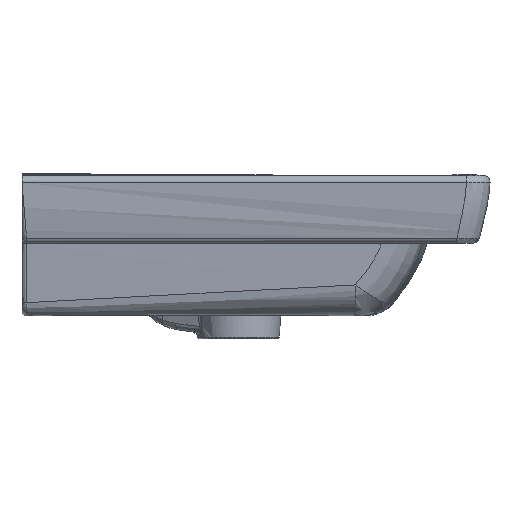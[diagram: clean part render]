
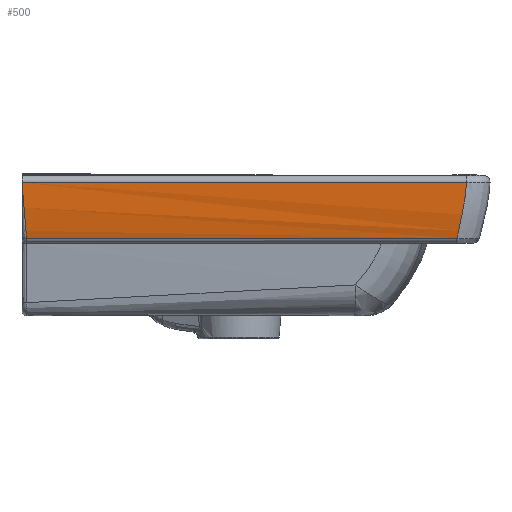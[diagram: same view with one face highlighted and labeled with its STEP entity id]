
A CAD part, left-side view. The second image highlights one B-rep face of the part: STEP entity #500.
In plain terms, the highlighted free-form (B-spline) face has degree [4, 1] with [11, 2] control points.
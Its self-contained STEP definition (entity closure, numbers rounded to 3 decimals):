
#142=(
BOUNDED_CURVE()
B_SPLINE_CURVE(3,(#5992,#5993,#5994,#5995,#5996,#5997),.UNSPECIFIED.,.F.,
 .F.)
B_SPLINE_CURVE_WITH_KNOTS((4,2,4),(0.,0.084,1.),
 .UNSPECIFIED.)
CURVE()
GEOMETRIC_REPRESENTATION_ITEM()
RATIONAL_B_SPLINE_CURVE((1.,1.,1.,
1.,1.,1.))
REPRESENTATION_ITEM('')
);
#143=(
BOUNDED_CURVE()
B_SPLINE_CURVE(3,(#5999,#6000,#6001,#6002,#6003,#6004,#6005,#6006,#6007,
#6008,#6009,#6010,#6011,#6012,#6013,#6014,#6015,#6016,#6017,#6018,#6019,
#6020,#6021,#6022),.UNSPECIFIED.,.F.,.F.)
B_SPLINE_CURVE_WITH_KNOTS((4,2,2,2,2,2,2,2,2,2,2,4),(0.,0.072,
0.145,0.289,0.434,0.443,
0.452,0.47,0.506,0.579,
0.868,1.),.UNSPECIFIED.)
CURVE()
GEOMETRIC_REPRESENTATION_ITEM()
RATIONAL_B_SPLINE_CURVE((1.,1.,1.,
1.,1.,1.,1.,
1.,1.,1.,1.,1.,
1.,1.,1.,1.,
1.,1.,1.,1.,1.,
1.,1.,1.))
REPRESENTATION_ITEM('')
);
#273=(
BOUNDED_SURFACE()
B_SPLINE_SURFACE(4,1,((#6023,#6024),(#6025,#6026),(#6027,#6028),(#6029,
#6030),(#6031,#6032),(#6033,#6034),(#6035,#6036),(#6037,#6038),(#6039,#6040),
(#6041,#6042),(#6043,#6044)),.UNSPECIFIED.,.F.,.F.,.F.)
B_SPLINE_SURFACE_WITH_KNOTS((5,4,2,5),(2,2),(0.,0.146,0.574,
1.),(0.,1.),.UNSPECIFIED.)
GEOMETRIC_REPRESENTATION_ITEM()
RATIONAL_B_SPLINE_SURFACE(((1.,1.),(1.,
1.),(1.,1.),(1.,1.),(1.,1.),
(1.,1.),(1.,1.),(1.,1.),(1.,1.),(1.,1.),(1.,1.)))
REPRESENTATION_ITEM('')
SURFACE()
);
#500=ADVANCED_FACE('',(#830),#273,.F.);
#830=FACE_OUTER_BOUND('',#1092,.T.);
#1092=EDGE_LOOP('',(#1537,#1538,#1539,#1540,#1541,#1542));
#1537=ORIENTED_EDGE('',*,*,#3135,.F.);
#1538=ORIENTED_EDGE('',*,*,#3136,.F.);
#1539=ORIENTED_EDGE('',*,*,#3091,.F.);
#1540=ORIENTED_EDGE('',*,*,#3090,.T.);
#1541=ORIENTED_EDGE('',*,*,#3089,.T.);
#1542=ORIENTED_EDGE('',*,*,#3134,.F.);
#2668=VERTEX_POINT('',#5280);
#2689=VERTEX_POINT('',#5455);
#2690=VERTEX_POINT('',#5481);
#2691=VERTEX_POINT('',#5538);
#2719=VERTEX_POINT('',#5988);
#2720=VERTEX_POINT('',#5998);
#3089=EDGE_CURVE('',#2690,#2689,#3695,.T.);
#3090=EDGE_CURVE('',#2668,#2690,#3696,.T.);
#3091=EDGE_CURVE('',#2668,#2691,#3697,.T.);
#3134=EDGE_CURVE('',#2719,#2689,#3724,.T.);
#3135=EDGE_CURVE('',#2720,#2719,#142,.T.);
#3136=EDGE_CURVE('',#2691,#2720,#143,.T.);
#3695=B_SPLINE_CURVE_WITH_KNOTS('',3,(#5477,#5478,#5479,#5480),
 .UNSPECIFIED.,.F.,.F.,(4,4),(0.,1.),.UNSPECIFIED.);
#3696=B_SPLINE_CURVE_WITH_KNOTS('',3,(#5482,#5483,#5484,#5485,#5486,#5487),
 .UNSPECIFIED.,.F.,.F.,(4,2,4),(0.,0.5,1.),.UNSPECIFIED.);
#3697=B_SPLINE_CURVE_WITH_KNOTS('',1,(#5536,#5537),.UNSPECIFIED.,.F.,.F.,
(2,2),(0.,1.),.UNSPECIFIED.);
#3724=B_SPLINE_CURVE_WITH_KNOTS('',1,(#5989,#5990),.UNSPECIFIED.,.F.,.F.,
(2,2),(0.,1.),.UNSPECIFIED.);
#5280=CARTESIAN_POINT('',(-250.,0.,-6.));
#5455=CARTESIAN_POINT('',(-244.068,-4.,-53.608));
#5477=CARTESIAN_POINT('',(-245.649,-3.416,-47.317));
#5478=CARTESIAN_POINT('',(-245.179,-3.61,-49.406));
#5479=CARTESIAN_POINT('',(-244.653,-3.805,-51.504));
#5480=CARTESIAN_POINT('',(-244.068,-4.,-53.608));
#5481=CARTESIAN_POINT('',(-245.649,-3.416,-47.317));
#5482=CARTESIAN_POINT('',(-250.,0.,-6.));
#5483=CARTESIAN_POINT('',(-250.,-0.569,-12.938));
#5484=CARTESIAN_POINT('',(-249.562,-1.139,-19.865));
#5485=CARTESIAN_POINT('',(-248.149,-2.277,-33.669));
#5486=CARTESIAN_POINT('',(-247.173,-2.846,-40.546));
#5487=CARTESIAN_POINT('',(-245.649,-3.416,-47.317));
#5536=CARTESIAN_POINT('',(-250.,0.,-6.));
#5537=CARTESIAN_POINT('',(-250.,-380.,-6.));
#5538=CARTESIAN_POINT('',(-250.,-380.,-6.));
#5988=CARTESIAN_POINT('',(-244.068,-371.693,-53.608));
#5989=CARTESIAN_POINT('',(-244.068,-371.693,-53.608));
#5990=CARTESIAN_POINT('',(-244.068,-4.,-53.608));
#5992=CARTESIAN_POINT('',(-245.649,-373.171,-47.317));
#5993=CARTESIAN_POINT('',(-245.61,-373.132,-47.494));
#5994=CARTESIAN_POINT('',(-245.569,-373.092,-47.671));
#5995=CARTESIAN_POINT('',(-245.084,-372.621,-49.787));
#5996=CARTESIAN_POINT('',(-244.596,-372.176,-51.709));
#5997=CARTESIAN_POINT('',(-244.068,-371.693,-53.608));
#5998=CARTESIAN_POINT('',(-245.65,-373.178,-47.316));
#5999=CARTESIAN_POINT('',(-250.,-380.,-6.));
#6000=CARTESIAN_POINT('',(-250.,-380.,-7.048));
#6001=CARTESIAN_POINT('',(-249.99,-379.949,-8.084));
#6002=CARTESIAN_POINT('',(-249.952,-379.806,-10.141));
#6003=CARTESIAN_POINT('',(-249.925,-379.712,-11.161));
#6004=CARTESIAN_POINT('',(-249.817,-379.388,-14.205));
#6005=CARTESIAN_POINT('',(-249.713,-379.116,-16.208));
#6006=CARTESIAN_POINT('',(-249.452,-378.525,-20.176));
#6007=CARTESIAN_POINT('',(-249.295,-378.203,-22.14));
#6008=CARTESIAN_POINT('',(-249.105,-377.861,-24.211));
#6009=CARTESIAN_POINT('',(-249.094,-377.841,-24.333));
#6010=CARTESIAN_POINT('',(-249.071,-377.801,-24.577));
#6011=CARTESIAN_POINT('',(-249.059,-377.781,-24.698));
#6012=CARTESIAN_POINT('',(-249.025,-377.72,-25.063));
#6013=CARTESIAN_POINT('',(-249.002,-377.679,-25.305));
#6014=CARTESIAN_POINT('',(-248.931,-377.552,-26.032));
#6015=CARTESIAN_POINT('',(-248.882,-377.465,-26.514));
#6016=CARTESIAN_POINT('',(-248.733,-377.197,-27.96));
#6017=CARTESIAN_POINT('',(-248.628,-377.012,-28.927));
#6018=CARTESIAN_POINT('',(-248.068,-376.061,-33.783));
#6019=CARTESIAN_POINT('',(-247.514,-375.236,-37.734));
#6020=CARTESIAN_POINT('',(-246.442,-373.983,-43.602));
#6021=CARTESIAN_POINT('',(-246.068,-373.583,-45.457));
#6022=CARTESIAN_POINT('',(-245.65,-373.172,-47.314));
#6023=CARTESIAN_POINT('',(-244.068,2.28,-53.608));
#6024=CARTESIAN_POINT('',(-244.068,-382.28,-53.608));
#6025=CARTESIAN_POINT('',(-244.506,2.28,-52.031));
#6026=CARTESIAN_POINT('',(-244.506,-382.28,-52.031));
#6027=CARTESIAN_POINT('',(-244.916,2.28,-50.455));
#6028=CARTESIAN_POINT('',(-244.916,-382.28,-50.455));
#6029=CARTESIAN_POINT('',(-245.297,2.28,-48.884));
#6030=CARTESIAN_POINT('',(-245.297,-382.28,-48.884));
#6031=CARTESIAN_POINT('',(-245.649,2.28,-47.317));
#6032=CARTESIAN_POINT('',(-245.649,-382.28,-47.317));
#6033=CARTESIAN_POINT('',(-246.794,2.28,-42.23));
#6034=CARTESIAN_POINT('',(-246.794,-382.28,-42.23));
#6035=CARTESIAN_POINT('',(-247.664,2.28,-37.09));
#6036=CARTESIAN_POINT('',(-247.664,-382.28,-37.09));
#6037=CARTESIAN_POINT('',(-248.992,2.28,-26.762));
#6038=CARTESIAN_POINT('',(-248.992,-382.28,-26.762));
#6039=CARTESIAN_POINT('',(-249.782,2.28,-16.384));
#6040=CARTESIAN_POINT('',(-249.782,-382.28,-16.384));
#6041=CARTESIAN_POINT('',(-250.,2.28,-11.195));
#6042=CARTESIAN_POINT('',(-250.,-382.28,-11.195));
#6043=CARTESIAN_POINT('',(-250.,2.28,-6.));
#6044=CARTESIAN_POINT('',(-250.,-382.28,-6.));
